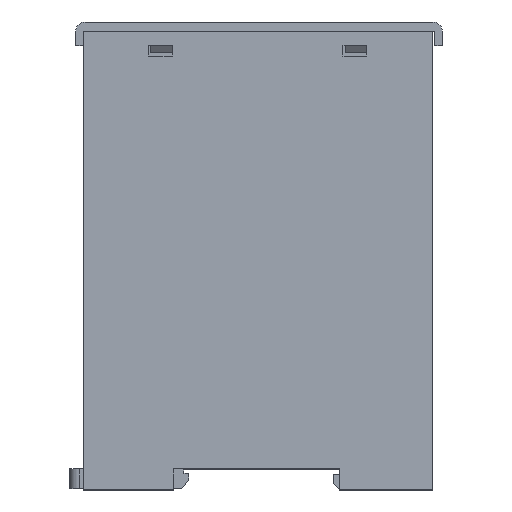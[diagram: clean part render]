
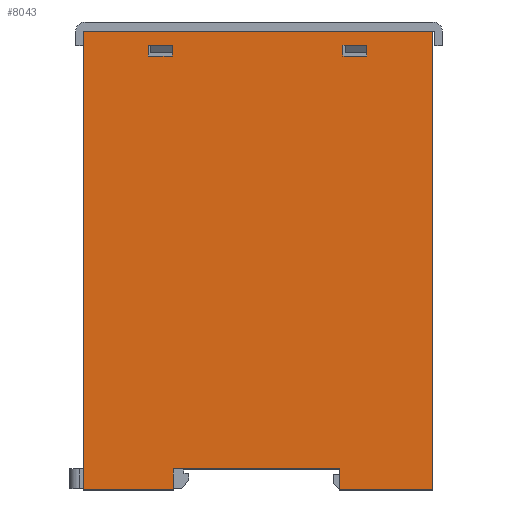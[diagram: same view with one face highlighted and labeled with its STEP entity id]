
A CAD part, top view. The second image highlights one B-rep face of the part: STEP entity #8043.
In plain terms, the highlighted face is planar.
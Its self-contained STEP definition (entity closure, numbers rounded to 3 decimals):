
#55 = VERTEX_POINT ( 'NONE', #1810 ) ;
#176 = VECTOR ( 'NONE', #10925, 1000. ) ;
#269 = CARTESIAN_POINT ( 'NONE',  ( -43.9, 13., 23.5 ) ) ;
#378 = VECTOR ( 'NONE', #6420, 1000. ) ;
#641 = FACE_BOUND ( 'NONE', #2355, .T. ) ;
#657 = DIRECTION ( 'NONE',  ( 0., 0., 1. ) ) ;
#824 = ORIENTED_EDGE ( 'NONE', *, *, #4386, .F. ) ;
#953 = VERTEX_POINT ( 'NONE', #6563 ) ;
#1020 = CARTESIAN_POINT ( 'NONE',  ( 51.4, 13., 37.5 ) ) ;
#1039 = DIRECTION ( 'NONE',  ( 1., 0., 0. ) ) ;
#1178 = CARTESIAN_POINT ( 'NONE',  ( 46.9, 13., -17.5 ) ) ;
#1266 = VERTEX_POINT ( 'NONE', #3632 ) ;
#1653 = DIRECTION ( 'NONE',  ( -1., 0., 0. ) ) ;
#1682 = DIRECTION ( 'NONE',  ( 1., 0., 0. ) ) ;
#1762 = DIRECTION ( 'NONE',  ( 1., 0., 0. ) ) ;
#1810 = CARTESIAN_POINT ( 'NONE',  ( -43.9, 13., 18.4 ) ) ;
#1840 = DIRECTION ( 'NONE',  ( 0., 0., 1. ) ) ;
#1974 = CARTESIAN_POINT ( 'NONE',  ( -46.9, 13., 37.5 ) ) ;
#2168 = CARTESIAN_POINT ( 'NONE',  ( -46.9, 13., -37.5 ) ) ;
#2256 = VERTEX_POINT ( 'NONE', #8970 ) ;
#2307 = VERTEX_POINT ( 'NONE', #3415 ) ;
#2355 = EDGE_LOOP ( 'NONE', ( #11383, #4691, #5230, #4033 ) ) ;
#2588 = CARTESIAN_POINT ( 'NONE',  ( -46.9, 13., 37.5 ) ) ;
#2627 = CARTESIAN_POINT ( 'NONE',  ( 0., 13., -23.3 ) ) ;
#2724 = ORIENTED_EDGE ( 'NONE', *, *, #7048, .F. ) ;
#2727 = VERTEX_POINT ( 'NONE', #9082 ) ;
#2730 = DIRECTION ( 'NONE',  ( 0., 0., 1. ) ) ;
#2850 = CARTESIAN_POINT ( 'NONE',  ( 46.9, 13., 37.5 ) ) ;
#2908 = LINE ( 'NONE', #7530, #3930 ) ;
#2954 = CARTESIAN_POINT ( 'NONE',  ( 51.4, 13., -17.5 ) ) ;
#3077 = LINE ( 'NONE', #2850, #378 ) ;
#3289 = CARTESIAN_POINT ( 'NONE',  ( 0., 13., 0. ) ) ;
#3328 = VECTOR ( 'NONE', #2730, 1000. ) ;
#3358 = CARTESIAN_POINT ( 'NONE',  ( -41.6, 13., 0. ) ) ;
#3415 = CARTESIAN_POINT ( 'NONE',  ( -46.9, 13., -37.5 ) ) ;
#3462 = FACE_OUTER_BOUND ( 'NONE', #8581, .T. ) ;
#3543 = CARTESIAN_POINT ( 'NONE',  ( -41.6, 13., 0. ) ) ;
#3564 = VECTOR ( 'NONE', #3912, 1000. ) ;
#3632 = CARTESIAN_POINT ( 'NONE',  ( -41.6, 13., -18.2 ) ) ;
#3740 = EDGE_CURVE ( 'NONE', #2727, #2307, #5694, .T. ) ;
#3773 = DIRECTION ( 'NONE',  ( -1., 0., 0. ) ) ;
#3861 = EDGE_CURVE ( 'NONE', #8759, #55, #11471, .T. ) ;
#3863 = VECTOR ( 'NONE', #8077, 1000. ) ;
#3912 = DIRECTION ( 'NONE',  ( -1., 0., 0. ) ) ;
#3930 = VECTOR ( 'NONE', #11099, 1000. ) ;
#4007 = CARTESIAN_POINT ( 'NONE',  ( 0., 13., 23.5 ) ) ;
#4033 = ORIENTED_EDGE ( 'NONE', *, *, #4466, .T. ) ;
#4038 = EDGE_CURVE ( 'NONE', #2727, #4607, #5325, .T. ) ;
#4074 = ORIENTED_EDGE ( 'NONE', *, *, #5965, .T. ) ;
#4094 = DIRECTION ( 'NONE',  ( -1., 0., 0. ) ) ;
#4171 = DIRECTION ( 'NONE',  ( 0., 0., -1. ) ) ;
#4204 = ORIENTED_EDGE ( 'NONE', *, *, #10599, .T. ) ;
#4362 = CARTESIAN_POINT ( 'NONE',  ( -43.9, 13., -18.2 ) ) ;
#4386 = EDGE_CURVE ( 'NONE', #10031, #5444, #6298, .T. ) ;
#4466 = EDGE_CURVE ( 'NONE', #7039, #5697, #8001, .T. ) ;
#4492 = CARTESIAN_POINT ( 'NONE',  ( 51.4, 13., -37.5 ) ) ;
#4543 = EDGE_CURVE ( 'NONE', #5697, #8759, #5715, .T. ) ;
#4607 = VERTEX_POINT ( 'NONE', #2954 ) ;
#4622 = LINE ( 'NONE', #9076, #8450 ) ;
#4691 = ORIENTED_EDGE ( 'NONE', *, *, #3861, .T. ) ;
#4933 = ORIENTED_EDGE ( 'NONE', *, *, #9126, .T. ) ;
#5130 = CARTESIAN_POINT ( 'NONE',  ( 51.4, 13., -17.5 ) ) ;
#5132 = LINE ( 'NONE', #3358, #9567 ) ;
#5140 = CARTESIAN_POINT ( 'NONE',  ( 51.4, 13., 37.5 ) ) ;
#5218 = PLANE ( 'NONE',  #8258 ) ;
#5230 = ORIENTED_EDGE ( 'NONE', *, *, #8551, .T. ) ;
#5325 = LINE ( 'NONE', #4492, #3863 ) ;
#5444 = VERTEX_POINT ( 'NONE', #5140 ) ;
#5532 = DIRECTION ( 'NONE',  ( 0., 0., -1. ) ) ;
#5694 = LINE ( 'NONE', #2168, #7865 ) ;
#5697 = VERTEX_POINT ( 'NONE', #11029 ) ;
#5712 = VECTOR ( 'NONE', #5532, 1000. ) ;
#5715 = LINE ( 'NONE', #4007, #6852 ) ;
#5965 = EDGE_CURVE ( 'NONE', #7869, #8560, #6405, .T. ) ;
#5978 = CARTESIAN_POINT ( 'NONE',  ( -43.9, 13., 0. ) ) ;
#6206 = LINE ( 'NONE', #10184, #3564 ) ;
#6298 = LINE ( 'NONE', #1020, #11368 ) ;
#6405 = LINE ( 'NONE', #9976, #5712 ) ;
#6420 = DIRECTION ( 'NONE',  ( 0., 0., -1. ) ) ;
#6563 = CARTESIAN_POINT ( 'NONE',  ( -41.6, 13., -23.3 ) ) ;
#6649 = LINE ( 'NONE', #1974, #176 ) ;
#6819 = ORIENTED_EDGE ( 'NONE', *, *, #4038, .F. ) ;
#6852 = VECTOR ( 'NONE', #3773, 1000. ) ;
#6981 = DIRECTION ( 'NONE',  ( 0., -1., 0. ) ) ;
#7039 = VERTEX_POINT ( 'NONE', #9456 ) ;
#7048 = EDGE_CURVE ( 'NONE', #4607, #11502, #11503, .T. ) ;
#7061 = ORIENTED_EDGE ( 'NONE', *, *, #8605, .T. ) ;
#7456 = VERTEX_POINT ( 'NONE', #11373 ) ;
#7530 = CARTESIAN_POINT ( 'NONE',  ( 0., 13., -18.2 ) ) ;
#7865 = VECTOR ( 'NONE', #4094, 1000. ) ;
#7869 = VERTEX_POINT ( 'NONE', #4362 ) ;
#8001 = LINE ( 'NONE', #3543, #3328 ) ;
#8043 = ADVANCED_FACE ( 'NONE', ( #11488, #641, #3462 ), #5218, .F. ) ;
#8077 = DIRECTION ( 'NONE',  ( 0., 0., 1. ) ) ;
#8202 = LINE ( 'NONE', #2627, #8458 ) ;
#8258 = AXIS2_PLACEMENT_3D ( 'NONE', #3289, #6981, #4171 ) ;
#8450 = VECTOR ( 'NONE', #1039, 1000. ) ;
#8458 = VECTOR ( 'NONE', #1682, 1000. ) ;
#8551 = EDGE_CURVE ( 'NONE', #55, #7039, #4622, .T. ) ;
#8560 = VERTEX_POINT ( 'NONE', #10646 ) ;
#8581 = EDGE_LOOP ( 'NONE', ( #9029, #824, #9345, #11133, #2724, #6819, #11595, #10185 ) ) ;
#8605 = EDGE_CURVE ( 'NONE', #8560, #953, #8202, .T. ) ;
#8674 = EDGE_CURVE ( 'NONE', #10031, #7456, #6206, .T. ) ;
#8723 = DIRECTION ( 'NONE',  ( 0., 0., -1. ) ) ;
#8728 = EDGE_LOOP ( 'NONE', ( #4933, #4074, #7061, #4204 ) ) ;
#8759 = VERTEX_POINT ( 'NONE', #269 ) ;
#8970 = CARTESIAN_POINT ( 'NONE',  ( -46.9, 13., 37.5 ) ) ;
#9029 = ORIENTED_EDGE ( 'NONE', *, *, #11177, .T. ) ;
#9076 = CARTESIAN_POINT ( 'NONE',  ( 0., 13., 18.4 ) ) ;
#9082 = CARTESIAN_POINT ( 'NONE',  ( 51.4, 13., -37.5 ) ) ;
#9126 = EDGE_CURVE ( 'NONE', #1266, #7869, #2908, .T. ) ;
#9157 = EDGE_CURVE ( 'NONE', #7456, #11502, #3077, .T. ) ;
#9345 = ORIENTED_EDGE ( 'NONE', *, *, #8674, .T. ) ;
#9399 = VECTOR ( 'NONE', #1762, 1000. ) ;
#9456 = CARTESIAN_POINT ( 'NONE',  ( -41.6, 13., 18.4 ) ) ;
#9567 = VECTOR ( 'NONE', #657, 1000. ) ;
#9584 = VECTOR ( 'NONE', #1653, 1000. ) ;
#9976 = CARTESIAN_POINT ( 'NONE',  ( -43.9, 13., 0. ) ) ;
#10031 = VERTEX_POINT ( 'NONE', #11120 ) ;
#10184 = CARTESIAN_POINT ( 'NONE',  ( 51.4, 13., 18.2 ) ) ;
#10185 = ORIENTED_EDGE ( 'NONE', *, *, #10483, .T. ) ;
#10296 = VECTOR ( 'NONE', #8723, 1000. ) ;
#10483 = EDGE_CURVE ( 'NONE', #2307, #2256, #6649, .T. ) ;
#10599 = EDGE_CURVE ( 'NONE', #953, #1266, #5132, .T. ) ;
#10646 = CARTESIAN_POINT ( 'NONE',  ( -43.9, 13., -23.3 ) ) ;
#10925 = DIRECTION ( 'NONE',  ( 0., 0., 1. ) ) ;
#11029 = CARTESIAN_POINT ( 'NONE',  ( -41.6, 13., 23.5 ) ) ;
#11099 = DIRECTION ( 'NONE',  ( -1., 0., 0. ) ) ;
#11120 = CARTESIAN_POINT ( 'NONE',  ( 51.4, 13., 18.2 ) ) ;
#11133 = ORIENTED_EDGE ( 'NONE', *, *, #9157, .T. ) ;
#11177 = EDGE_CURVE ( 'NONE', #2256, #5444, #11493, .T. ) ;
#11368 = VECTOR ( 'NONE', #1840, 1000. ) ;
#11373 = CARTESIAN_POINT ( 'NONE',  ( 46.9, 13., 18.2 ) ) ;
#11383 = ORIENTED_EDGE ( 'NONE', *, *, #4543, .T. ) ;
#11471 = LINE ( 'NONE', #5978, #10296 ) ;
#11488 = FACE_BOUND ( 'NONE', #8728, .T. ) ;
#11493 = LINE ( 'NONE', #2588, #9399 ) ;
#11502 = VERTEX_POINT ( 'NONE', #1178 ) ;
#11503 = LINE ( 'NONE', #5130, #9584 ) ;
#11595 = ORIENTED_EDGE ( 'NONE', *, *, #3740, .T. ) ;
